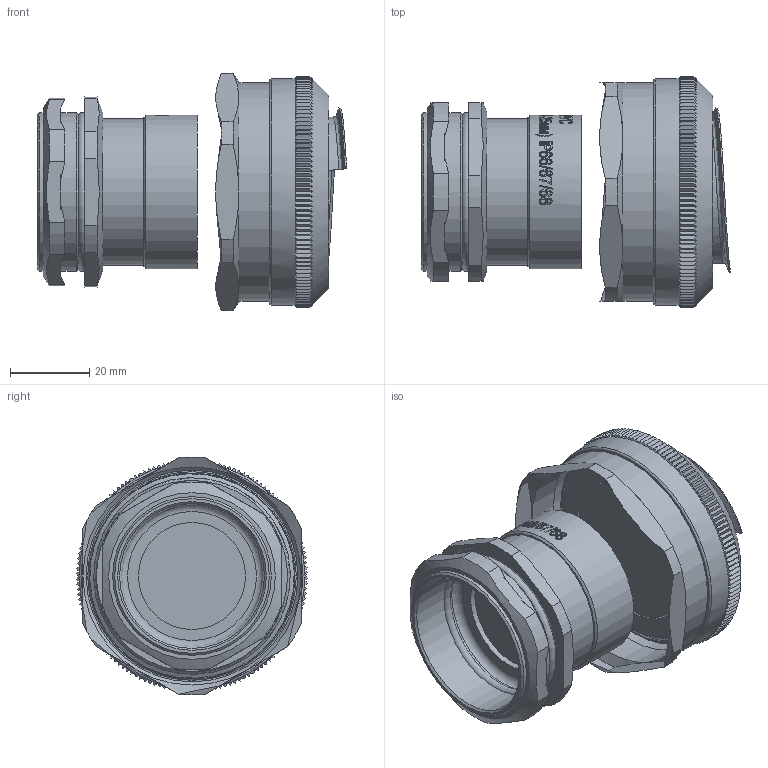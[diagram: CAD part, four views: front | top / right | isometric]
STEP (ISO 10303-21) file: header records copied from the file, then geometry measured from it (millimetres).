
FILE_DESCRIPTION(/* description */ (''),/* implementation_level */ '2;1');
FILE_NAME(/* name */ 'Модель ВК-М40-25-МР38.stp',/* time_stamp */ '2020-07-16T16:40:14+07:00',/* author */ ('Борисов Е'),/* organization */ (''),/* preprocessor_version */ 'ST-DEVELOPER v17',/* originating_system */ 'Autodesk Inventor 2019',/* authorisation */ '');
FILE_SCHEMA (('AUTOMOTIVE_DESIGN { 1 0 10303 214 3 1 1 }'));
Length unit declared in the file: millimetre
Products named in the file (1): Модель ВК-М4
0-25-МР38
Bounding box: 77.99 x 58.31 x 59.96 mm (x, y, z)
Volume: 87164.1 mm3; surface area: 30663.2 mm2
Topology: 2 solids, 2 shells, 1023 faces, 2594 edges, 1641 vertices
Faces by surface type: plane 464, bspline 298, cone 167, cylinder 88, torus 6
Full cylindrical faces by diameter (mm): 27 x1, 36.5 x2, 37 x2, 37.8 x1, 38.8 x1, 40 x2, 46 x1, 46.8 x1, 48.2 x1, 52 x1, 53.4 x1, 55 x1, 57 x1
Entity records: 37831 total; most frequent: CARTESIAN_POINT 15665, ORIENTED_EDGE 5188, DIRECTION 3303, EDGE_CURVE 2594, VERTEX_POINT 1641, AXIS2_PLACEMENT_3D 1190, EDGE_LOOP 1091, FACE_OUTER_BOUND 1023
